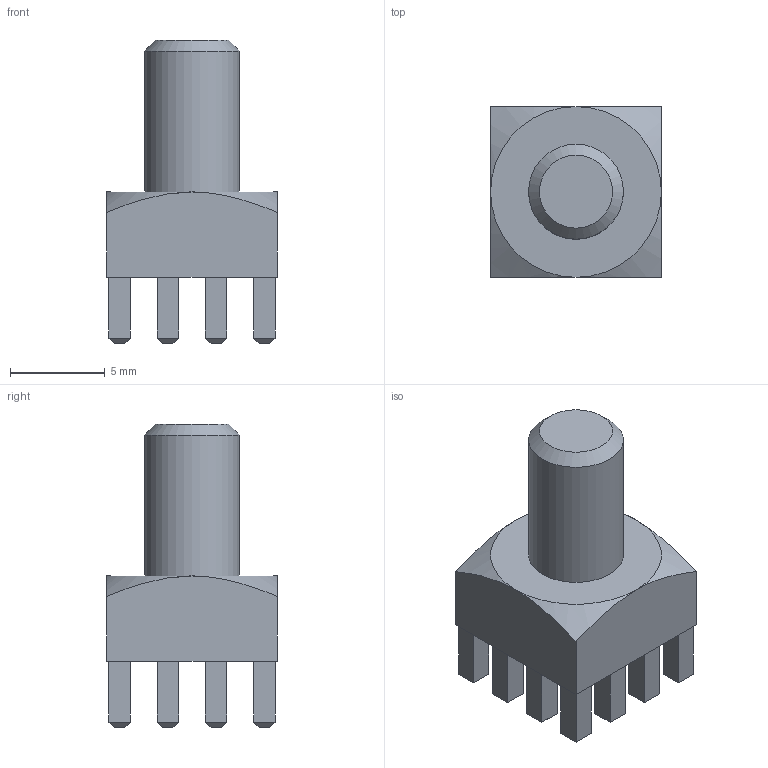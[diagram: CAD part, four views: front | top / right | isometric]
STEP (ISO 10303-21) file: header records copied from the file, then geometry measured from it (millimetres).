
FILE_DESCRIPTION(/* description */ ('STEP AP242','CAx-IF Rec.Pracs.---Representation and Presentation of Product Manufacturing Information (PMI)---4.0---2014-10-13','CAx-IF Rec.Pracs.---3D Tessellated Geometry---0.4---2014-09-14','2;1'),/* implementation_level */ '2;1');
FILE_NAME(/* name */ '67bb15a8ff8cb83c0967774a',/* time_stamp */ '2025-02-23T12:33:45Z',/* author */ (''),/* organization */ (''),/* preprocessor_version */ 'ST-DEVELOPER v20',/* originating_system */ 'ONSHAPE BY PTC INC, 1.194',/* authorisation */ ' ');
FILE_SCHEMA (('AP242_MANAGED_MODEL_BASED_3D_ENGINEERING_MIM_LF { 1 0 10303 442 1 1 4 }'));
Length unit declared in the file: metre
Products named in the file (1): 7461383
Bounding box: 9 x 9 x 16 mm (x, y, z)
Volume: 582.3 mm3; surface area: 670.9 mm2
Topology: 1 solids, 1 shells, 157 faces, 346 edges, 208 vertices
Faces by surface type: plane 151, cone 5, cylinder 1
Full cylindrical faces by diameter (mm): 5 x1
Entity records: 4162 total; most frequent: CARTESIAN_POINT 732, ORIENTED_EDGE 686, DIRECTION 658, EDGE_CURVE 343, LINE 328, VECTOR 328, VERTEX_POINT 207, EDGE_LOOP 176
